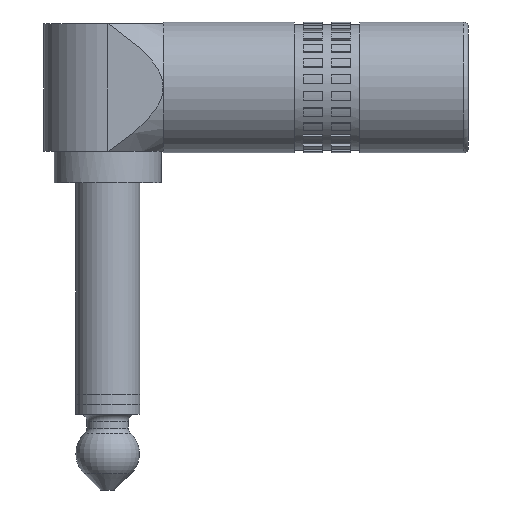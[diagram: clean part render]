
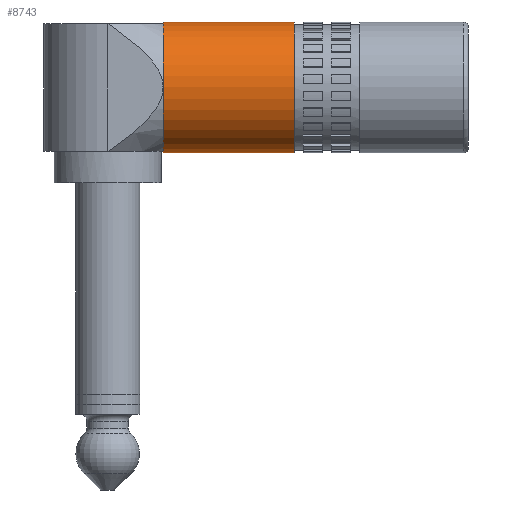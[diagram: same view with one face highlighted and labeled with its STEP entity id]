
A CAD part, front view. The second image highlights one B-rep face of the part: STEP entity #8743.
In plain terms, the highlighted cylindrical face has radius 6.5 mm (diameter 13 mm), a partial arc.
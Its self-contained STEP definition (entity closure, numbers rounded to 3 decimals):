
#963 = EDGE_CURVE ( 'NONE', #14909, #14960, #11738, .T. ) ;
#2842 = ORIENTED_EDGE ( 'NONE', *, *, #9734, .T. ) ;
#3233 = CARTESIAN_POINT ( 'NONE',  ( 0., 0., -6.5 ) ) ;
#3238 = DIRECTION ( 'NONE',  ( -1., 0., 0. ) ) ;
#3795 = CIRCLE ( 'NONE', #6449, 6.5 ) ;
#4019 = LINE ( 'NONE', #3233, #4023 ) ;
#4023 = VECTOR ( 'NONE', #3238, 1000. ) ;
#4153 = LINE ( 'NONE', #10665, #4161 ) ;
#4161 = VECTOR ( 'NONE', #10624, 1000. ) ;
#4967 = DIRECTION ( 'NONE',  ( 0., 0., 1. ) ) ;
#4968 = DIRECTION ( 'NONE',  ( -1., 0., 0. ) ) ;
#4969 = CARTESIAN_POINT ( 'NONE',  ( 0., 0., 0. ) ) ;
#5783 = ORIENTED_EDGE ( 'NONE', *, *, #963, .F. ) ;
#5895 = ORIENTED_EDGE ( 'NONE', *, *, #12343, .F. ) ;
#5901 = ORIENTED_EDGE ( 'NONE', *, *, #12417, .T. ) ;
#6010 = EDGE_LOOP ( 'NONE', ( #5895, #2842, #5901, #5783 ) ) ;
#6449 = AXIS2_PLACEMENT_3D ( 'NONE', #17136, #17138, #17145 ) ;
#6462 = AXIS2_PLACEMENT_3D ( 'NONE', #7964, #7967, #7983 ) ;
#7964 = CARTESIAN_POINT ( 'NONE',  ( 0., 0., 0. ) ) ;
#7967 = DIRECTION ( 'NONE',  ( -1., 0., 0. ) ) ;
#7983 = DIRECTION ( 'NONE',  ( 0., 0., 1. ) ) ;
#8743 = ADVANCED_FACE ( 'NONE', ( #11405 ), #11409, .T. ) ;
#9734 = EDGE_CURVE ( 'NONE', #15014, #15020, #3795, .T. ) ;
#10624 = DIRECTION ( 'NONE',  ( -1., 0., 0. ) ) ;
#10665 = CARTESIAN_POINT ( 'NONE',  ( 0., 0., 6.5 ) ) ;
#11405 = FACE_OUTER_BOUND ( 'NONE', #6010, .T. ) ;
#11409 = CYLINDRICAL_SURFACE ( 'NONE', #6462, 6.5 ) ;
#11738 = CIRCLE ( 'NONE', #12370, 6.5 ) ;
#12343 = EDGE_CURVE ( 'NONE', #15014, #14909, #4019, .T. ) ;
#12370 = AXIS2_PLACEMENT_3D ( 'NONE', #4969, #4968, #4967 ) ;
#12417 = EDGE_CURVE ( 'NONE', #15020, #14960, #4153, .T. ) ;
#14909 = VERTEX_POINT ( 'NONE', #15875 ) ;
#14960 = VERTEX_POINT ( 'NONE', #15907 ) ;
#15014 = VERTEX_POINT ( 'NONE', #15944 ) ;
#15020 = VERTEX_POINT ( 'NONE', #15942 ) ;
#15875 = CARTESIAN_POINT ( 'NONE',  ( 0., 0., -6.5 ) ) ;
#15907 = CARTESIAN_POINT ( 'NONE',  ( 0., 0., 6.5 ) ) ;
#15942 = CARTESIAN_POINT ( 'NONE',  ( 13., 0., 6.5 ) ) ;
#15944 = CARTESIAN_POINT ( 'NONE',  ( 13., 0., -6.5 ) ) ;
#17136 = CARTESIAN_POINT ( 'NONE',  ( 13., 0., 0. ) ) ;
#17138 = DIRECTION ( 'NONE',  ( -1., 0., 0. ) ) ;
#17145 = DIRECTION ( 'NONE',  ( 0., 0., 1. ) ) ;
